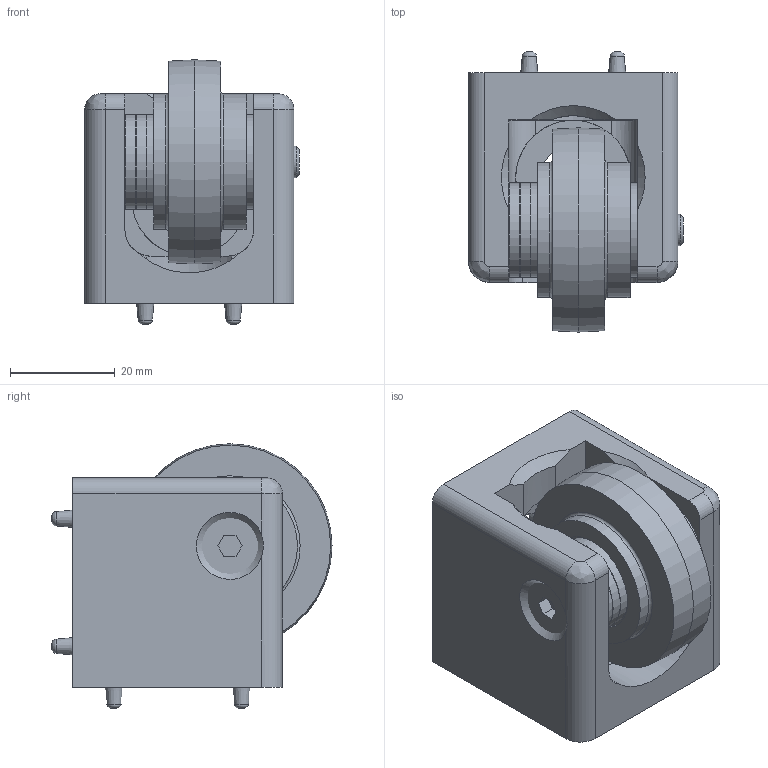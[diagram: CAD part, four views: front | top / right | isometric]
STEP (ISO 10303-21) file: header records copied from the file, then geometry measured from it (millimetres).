
FILE_DESCRIPTION(/* description */ ('STEP AP203'),/* implementation_level */ '2;1');
FILE_NAME(/* name */ 'SDG4000.stp',/* time_stamp */ '2022-07-12T13:54:25+02:00',/* author */ ('stefan.nesic'),/* organization */ (''),/* preprocessor_version */ 'ST-DEVELOPER v18.1',/* originating_system */ 'Autodesk Inventor 2021',/* authorisation */ ' ');
FILE_SCHEMA (('CONFIG_CONTROL_DESIGN'));
Length unit declared in the file: millimetre
Products named in the file (5): SDG4000; _093097cs; _093097_screw; _093097_roller; _093097_spacer
Assembly tree (7 placements, depth 2):
  SDG4000
    _093097cs
    _093097_screw
    _093097_roller
    _093097_spacer  x4
Bounding box: 41.05 x 53.5 x 50.5 mm (x, y, z)
Volume: 52261 mm3; surface area: 19796.8 mm2
Topology: 7 solids, 7 shells, 111 faces, 239 edges, 154 vertices
Faces by surface type: plane 50, cylinder 31, cone 13, bspline 10, torus 4, sphere 3
Full cylindrical faces by diameter (mm): 5 x1, 6 x2, 6.4 x4, 6.6 x1, 12 x1, 12.5 x2, 18 x4, 19 x2, 22 x2, 25.8 x2
Entity records: 3252 total; most frequent: CARTESIAN_POINT 764, DIRECTION 535, ORIENTED_EDGE 442, EDGE_CURVE 221, AXIS2_PLACEMENT_3D 219, VERTEX_POINT 142, EDGE_LOOP 123, CIRCLE 118
